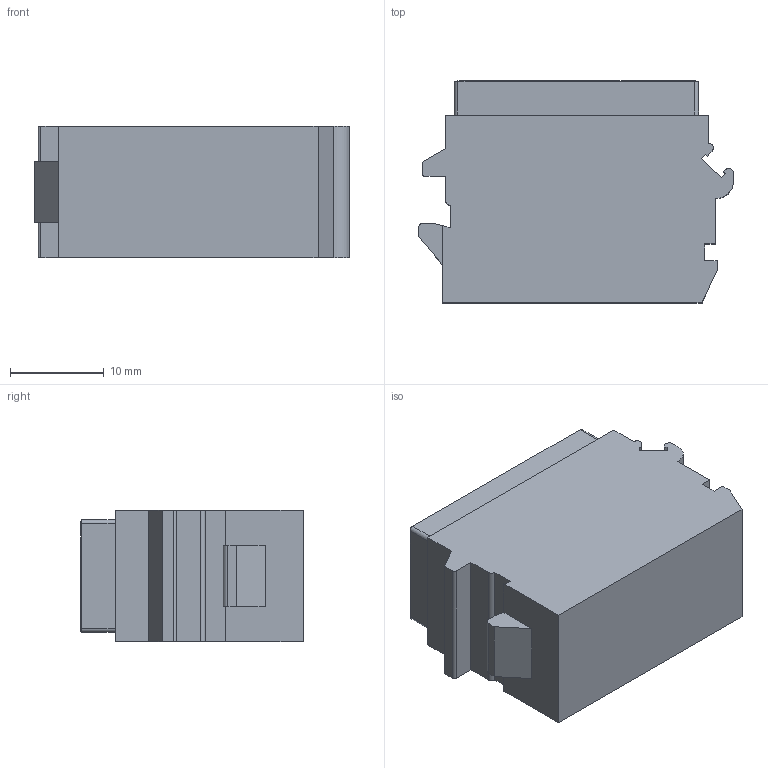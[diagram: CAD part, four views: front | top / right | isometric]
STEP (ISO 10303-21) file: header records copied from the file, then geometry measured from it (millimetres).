
FILE_DESCRIPTION((''),'2;1');
FILE_NAME('00175550302','2020-07-10T',('presta_be4'),(''),'CREO PARAMETRIC BY PTC INC, 2018360','CREO PARAMETRIC BY PTC INC, 2018360','');
FILE_SCHEMA(('CONFIG_CONTROL_DESIGN'));
Products named in the file (1): 00175550302
Bounding box: 33.52 x 23.65 x 14 mm (x, y, z)
Volume: 7024.8 mm3; surface area: 10084.8 mm2
Topology: 1 solids, 1 shells, 2883 faces, 7680 edges, 4868 vertices
Faces by surface type: plane 1285, cylinder 582, torus 508, cone 492, bspline 16
Entity records: 101719 total; most frequent: CARTESIAN_POINT 30136, ORIENTED_EDGE 15296, DIRECTION 14961, EDGE_CURVE 7648, AXIS2_PLACEMENT_3D 5859, VERTEX_POINT 4868, VECTOR 3243, LINE 3243
